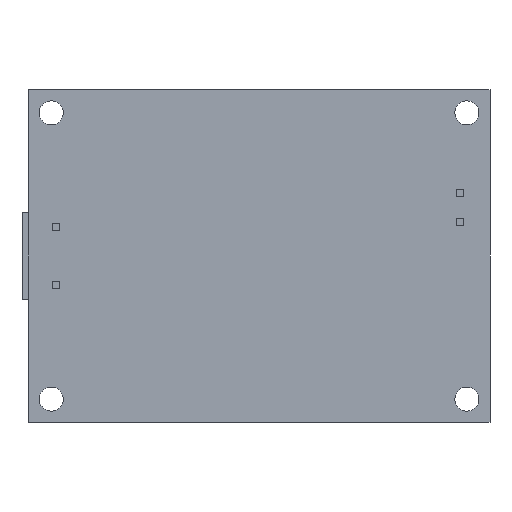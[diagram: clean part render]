
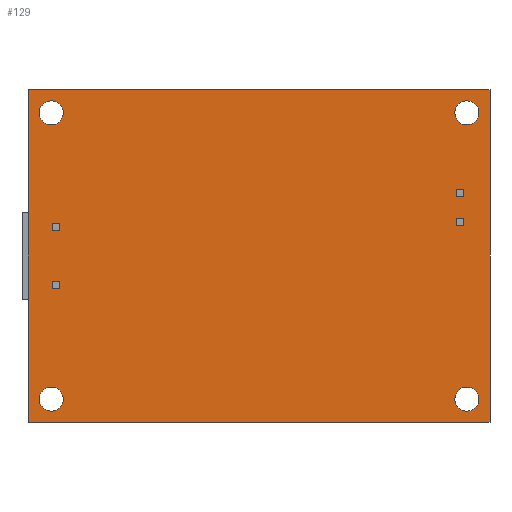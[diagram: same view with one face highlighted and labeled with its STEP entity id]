
A CAD part, front view. The second image highlights one B-rep face of the part: STEP entity #129.
In plain terms, the highlighted planar face has unit normal (0, -1, 0).
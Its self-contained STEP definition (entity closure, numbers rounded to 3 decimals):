
#129=ADVANCED_FACE('',(#293,#294,#295,#296,#297,#298,#299,#300,#301),#302,.F.);
#293=FACE_BOUND('',#528,.T.);
#294=FACE_BOUND('',#529,.T.);
#295=FACE_BOUND('',#530,.T.);
#296=FACE_BOUND('',#531,.T.);
#297=FACE_BOUND('',#532,.T.);
#298=FACE_BOUND('',#533,.T.);
#299=FACE_OUTER_BOUND('',#534,.T.);
#300=FACE_BOUND('',#535,.T.);
#301=FACE_BOUND('',#536,.T.);
#302=PLANE('',#537);
#528=EDGE_LOOP('',(#1053,#1054,#1055,#1056));
#529=EDGE_LOOP('',(#1057,#1058,#1059,#1060));
#530=EDGE_LOOP('',(#1061,#1062));
#531=EDGE_LOOP('',(#1063,#1064));
#532=EDGE_LOOP('',(#1065,#1066));
#533=EDGE_LOOP('',(#1067,#1068));
#534=EDGE_LOOP('',(#1069,#1070,#1071,#1072));
#535=EDGE_LOOP('',(#1073,#1074,#1075,#1076));
#536=EDGE_LOOP('',(#1077,#1078,#1079,#1080));
#537=AXIS2_PLACEMENT_3D('',#1081,#1082,#1083);
#1053=ORIENTED_EDGE('',*,*,#1631,.T.);
#1054=ORIENTED_EDGE('',*,*,#1632,.T.);
#1055=ORIENTED_EDGE('',*,*,#1633,.T.);
#1056=ORIENTED_EDGE('',*,*,#1634,.T.);
#1057=ORIENTED_EDGE('',*,*,#1635,.T.);
#1058=ORIENTED_EDGE('',*,*,#1636,.T.);
#1059=ORIENTED_EDGE('',*,*,#1637,.T.);
#1060=ORIENTED_EDGE('',*,*,#1638,.T.);
#1061=ORIENTED_EDGE('',*,*,#1639,.T.);
#1062=ORIENTED_EDGE('',*,*,#1499,.T.);
#1063=ORIENTED_EDGE('',*,*,#1640,.T.);
#1064=ORIENTED_EDGE('',*,*,#1495,.T.);
#1065=ORIENTED_EDGE('',*,*,#1641,.T.);
#1066=ORIENTED_EDGE('',*,*,#1491,.T.);
#1067=ORIENTED_EDGE('',*,*,#1642,.T.);
#1068=ORIENTED_EDGE('',*,*,#1487,.T.);
#1069=ORIENTED_EDGE('',*,*,#1628,.T.);
#1070=ORIENTED_EDGE('',*,*,#1643,.F.);
#1071=ORIENTED_EDGE('',*,*,#1644,.F.);
#1072=ORIENTED_EDGE('',*,*,#1645,.F.);
#1073=ORIENTED_EDGE('',*,*,#1566,.T.);
#1074=ORIENTED_EDGE('',*,*,#1562,.T.);
#1075=ORIENTED_EDGE('',*,*,#1613,.T.);
#1076=ORIENTED_EDGE('',*,*,#1609,.T.);
#1077=ORIENTED_EDGE('',*,*,#1559,.T.);
#1078=ORIENTED_EDGE('',*,*,#1555,.T.);
#1079=ORIENTED_EDGE('',*,*,#1596,.T.);
#1080=ORIENTED_EDGE('',*,*,#1592,.T.);
#1081=CARTESIAN_POINT('',(0.0,0.0,0.0));
#1082=DIRECTION('',(0.0,1.0,0.0));
#1083=DIRECTION('',(0.0,0.0,1.0));
#1487=EDGE_CURVE('',#1744,#1748,#1750,.T.);
#1491=EDGE_CURVE('',#1752,#1756,#1758,.T.);
#1495=EDGE_CURVE('',#1760,#1764,#1766,.T.);
#1499=EDGE_CURVE('',#1768,#1772,#1774,.T.);
#1555=EDGE_CURVE('',#1870,#1871,#1872,.T.);
#1559=EDGE_CURVE('',#1878,#1870,#1879,.T.);
#1562=EDGE_CURVE('',#1883,#1884,#1885,.T.);
#1566=EDGE_CURVE('',#1891,#1883,#1892,.T.);
#1592=EDGE_CURVE('',#1937,#1878,#1938,.T.);
#1596=EDGE_CURVE('',#1871,#1937,#1943,.T.);
#1609=EDGE_CURVE('',#1964,#1891,#1965,.T.);
#1613=EDGE_CURVE('',#1884,#1964,#1970,.T.);
#1628=EDGE_CURVE('',#1993,#1991,#1994,.T.);
#1631=EDGE_CURVE('',#1998,#1999,#2000,.T.);
#1632=EDGE_CURVE('',#1999,#2001,#2002,.T.);
#1633=EDGE_CURVE('',#2001,#2003,#2004,.T.);
#1634=EDGE_CURVE('',#2003,#1998,#2005,.T.);
#1635=EDGE_CURVE('',#2006,#2007,#2008,.T.);
#1636=EDGE_CURVE('',#2007,#2009,#2010,.T.);
#1637=EDGE_CURVE('',#2009,#2011,#2012,.T.);
#1638=EDGE_CURVE('',#2011,#2006,#2013,.T.);
#1639=EDGE_CURVE('',#1772,#1768,#2014,.T.);
#1640=EDGE_CURVE('',#1764,#1760,#2015,.T.);
#1641=EDGE_CURVE('',#1756,#1752,#2016,.T.);
#1642=EDGE_CURVE('',#1748,#1744,#2017,.T.);
#1643=EDGE_CURVE('',#2018,#1991,#2019,.T.);
#1644=EDGE_CURVE('',#2020,#2018,#2021,.T.);
#1645=EDGE_CURVE('',#1993,#2020,#2022,.T.);
#1744=VERTEX_POINT('',#2176);
#1748=VERTEX_POINT('',#2181);
#1750=CIRCLE('',#2184,1.65);
#1752=VERTEX_POINT('',#2186);
#1756=VERTEX_POINT('',#2191);
#1758=CIRCLE('',#2194,1.65);
#1760=VERTEX_POINT('',#2196);
#1764=VERTEX_POINT('',#2201);
#1766=CIRCLE('',#2204,1.65);
#1768=VERTEX_POINT('',#2206);
#1772=VERTEX_POINT('',#2211);
#1774=CIRCLE('',#2214,1.65);
#1870=VERTEX_POINT('',#2348);
#1871=VERTEX_POINT('',#2349);
#1872=LINE('',#2350,#2351);
#1878=VERTEX_POINT('',#2360);
#1879=LINE('',#2361,#2362);
#1883=VERTEX_POINT('',#2368);
#1884=VERTEX_POINT('',#2369);
#1885=LINE('',#2370,#2371);
#1891=VERTEX_POINT('',#2380);
#1892=LINE('',#2381,#2382);
#1937=VERTEX_POINT('',#2452);
#1938=LINE('',#2453,#2454);
#1943=LINE('',#2462,#2463);
#1964=VERTEX_POINT('',#2496);
#1965=LINE('',#2497,#2498);
#1970=LINE('',#2506,#2507);
#1991=VERTEX_POINT('',#2541);
#1993=VERTEX_POINT('',#2544);
#1994=LINE('',#2545,#2546);
#1998=VERTEX_POINT('',#2552);
#1999=VERTEX_POINT('',#2553);
#2000=LINE('',#2554,#2555);
#2001=VERTEX_POINT('',#2556);
#2002=LINE('',#2557,#2558);
#2003=VERTEX_POINT('',#2559);
#2004=LINE('',#2560,#2561);
#2005=LINE('',#2562,#2563);
#2006=VERTEX_POINT('',#2564);
#2007=VERTEX_POINT('',#2565);
#2008=LINE('',#2566,#2567);
#2009=VERTEX_POINT('',#2568);
#2010=LINE('',#2569,#2570);
#2011=VERTEX_POINT('',#2571);
#2012=LINE('',#2572,#2573);
#2013=LINE('',#2574,#2575);
#2014=CIRCLE('',#2576,1.65);
#2015=CIRCLE('',#2577,1.65);
#2016=CIRCLE('',#2578,1.65);
#2017=CIRCLE('',#2579,1.65);
#2018=VERTEX_POINT('',#2580);
#2019=LINE('',#2581,#2582);
#2020=VERTEX_POINT('',#2583);
#2021=LINE('',#2584,#2585);
#2022=LINE('',#2586,#2587);
#2176=CARTESIAN_POINT('',(-26.925,0.0,-19.675));
#2181=CARTESIAN_POINT('',(-30.225,0.0,-19.675));
#2184=AXIS2_PLACEMENT_3D('',#2832,#2833,#2834);
#2186=CARTESIAN_POINT('',(-26.925,0.0,19.675));
#2191=CARTESIAN_POINT('',(-30.225,0.0,19.675));
#2194=AXIS2_PLACEMENT_3D('',#2840,#2841,#2842);
#2196=CARTESIAN_POINT('',(30.225,0.0,-19.675));
#2201=CARTESIAN_POINT('',(26.925,0.0,-19.675));
#2204=AXIS2_PLACEMENT_3D('',#2848,#2849,#2850);
#2206=CARTESIAN_POINT('',(30.225,0.0,19.675));
#2211=CARTESIAN_POINT('',(26.925,0.0,19.675));
#2214=AXIS2_PLACEMENT_3D('',#2856,#2857,#2858);
#2348=CARTESIAN_POINT('',(-28.46,0.0,4.5));
#2349=CARTESIAN_POINT('',(-27.46,0.0,4.5));
#2350=CARTESIAN_POINT('',(-13.98,0.0,4.5));
#2351=VECTOR('',#2948,1.0);
#2360=CARTESIAN_POINT('',(-28.46,0.0,3.5));
#2361=CARTESIAN_POINT('',(-28.46,0.0,2.0));
#2362=VECTOR('',#2952,1.0);
#2368=CARTESIAN_POINT('',(-28.46,0.0,-3.46));
#2369=CARTESIAN_POINT('',(-27.46,0.0,-3.46));
#2370=CARTESIAN_POINT('',(-13.98,0.0,-3.46));
#2371=VECTOR('',#2955,1.0);
#2380=CARTESIAN_POINT('',(-28.46,0.0,-4.46));
#2381=CARTESIAN_POINT('',(-28.46,0.0,-1.98));
#2382=VECTOR('',#2959,1.0);
#2452=CARTESIAN_POINT('',(-27.46,0.0,3.5));
#2453=CARTESIAN_POINT('',(-13.98,0.0,3.5));
#2454=VECTOR('',#2985,1.0);
#2462=CARTESIAN_POINT('',(-27.46,0.0,2.0));
#2463=VECTOR('',#2989,1.0);
#2496=CARTESIAN_POINT('',(-27.46,0.0,-4.46));
#2497=CARTESIAN_POINT('',(-13.98,0.0,-4.46));
#2498=VECTOR('',#3002,1.0);
#2506=CARTESIAN_POINT('',(-27.46,0.0,-1.98));
#2507=VECTOR('',#3006,1.0);
#2541=CARTESIAN_POINT('',(-31.75,0.0,-22.85));
#2544=CARTESIAN_POINT('',(-31.75,0.0,22.85));
#2545=CARTESIAN_POINT('',(-31.75,0.0,0.0));
#2546=VECTOR('',#3021,1.0);
#2552=CARTESIAN_POINT('',(27.16,0.0,8.13));
#2553=CARTESIAN_POINT('',(27.16,0.0,9.13));
#2554=CARTESIAN_POINT('',(27.16,0.0,4.315));
#2555=VECTOR('',#3024,1.0);
#2556=CARTESIAN_POINT('',(28.16,0.0,9.13));
#2557=CARTESIAN_POINT('',(13.83,0.0,9.13));
#2558=VECTOR('',#3025,1.0);
#2559=CARTESIAN_POINT('',(28.16,0.0,8.13));
#2560=CARTESIAN_POINT('',(28.16,0.0,4.315));
#2561=VECTOR('',#3026,1.0);
#2562=CARTESIAN_POINT('',(13.83,0.0,8.13));
#2563=VECTOR('',#3027,1.0);
#2564=CARTESIAN_POINT('',(27.16,0.0,4.17));
#2565=CARTESIAN_POINT('',(27.16,0.0,5.17));
#2566=CARTESIAN_POINT('',(27.16,0.0,2.335));
#2567=VECTOR('',#3028,1.0);
#2568=CARTESIAN_POINT('',(28.16,0.0,5.17));
#2569=CARTESIAN_POINT('',(13.83,0.0,5.17));
#2570=VECTOR('',#3029,1.0);
#2571=CARTESIAN_POINT('',(28.16,0.0,4.17));
#2572=CARTESIAN_POINT('',(28.16,0.0,2.335));
#2573=VECTOR('',#3030,1.0);
#2574=CARTESIAN_POINT('',(13.83,0.0,4.17));
#2575=VECTOR('',#3031,1.0);
#2576=AXIS2_PLACEMENT_3D('',#3032,#3033,#3034);
#2577=AXIS2_PLACEMENT_3D('',#3035,#3036,#3037);
#2578=AXIS2_PLACEMENT_3D('',#3038,#3039,#3040);
#2579=AXIS2_PLACEMENT_3D('',#3041,#3042,#3043);
#2580=CARTESIAN_POINT('',(31.75,0.0,-22.85));
#2581=CARTESIAN_POINT('',(0.0,0.0,-22.85));
#2582=VECTOR('',#3044,1.0);
#2583=CARTESIAN_POINT('',(31.75,0.0,22.85));
#2584=CARTESIAN_POINT('',(31.75,0.0,0.0));
#2585=VECTOR('',#3045,1.0);
#2586=CARTESIAN_POINT('',(0.0,0.0,22.85));
#2587=VECTOR('',#3046,1.0);
#2832=CARTESIAN_POINT('',(-28.575,0.0,-19.675));
#2833=DIRECTION('',(-0.0,1.0,0.0));
#2834=DIRECTION('',(1.0,0.0,0.0));
#2840=CARTESIAN_POINT('',(-28.575,0.0,19.675));
#2841=DIRECTION('',(-0.0,1.0,0.0));
#2842=DIRECTION('',(1.0,0.0,0.0));
#2848=CARTESIAN_POINT('',(28.575,0.0,-19.675));
#2849=DIRECTION('',(-0.0,1.0,0.0));
#2850=DIRECTION('',(1.0,0.0,0.0));
#2856=CARTESIAN_POINT('',(28.575,0.0,19.675));
#2857=DIRECTION('',(-0.0,1.0,0.0));
#2858=DIRECTION('',(1.0,0.0,0.0));
#2948=DIRECTION('',(1.0,0.0,0.0));
#2952=DIRECTION('',(0.0,0.0,1.0));
#2955=DIRECTION('',(1.0,0.0,0.0));
#2959=DIRECTION('',(0.0,0.0,1.0));
#2985=DIRECTION('',(-1.0,0.0,0.0));
#2989=DIRECTION('',(0.0,0.0,-1.0));
#3002=DIRECTION('',(-1.0,0.0,0.0));
#3006=DIRECTION('',(0.0,0.0,-1.0));
#3021=DIRECTION('',(0.0,0.0,-1.0));
#3024=DIRECTION('',(0.0,0.0,1.0));
#3025=DIRECTION('',(1.0,0.0,0.0));
#3026=DIRECTION('',(0.0,0.0,-1.0));
#3027=DIRECTION('',(-1.0,0.0,0.0));
#3028=DIRECTION('',(0.0,0.0,1.0));
#3029=DIRECTION('',(1.0,0.0,0.0));
#3030=DIRECTION('',(0.0,0.0,-1.0));
#3031=DIRECTION('',(-1.0,0.0,0.0));
#3032=CARTESIAN_POINT('',(28.575,0.0,19.675));
#3033=DIRECTION('',(-0.0,1.0,0.0));
#3034=DIRECTION('',(1.0,0.0,0.0));
#3035=CARTESIAN_POINT('',(28.575,0.0,-19.675));
#3036=DIRECTION('',(-0.0,1.0,0.0));
#3037=DIRECTION('',(1.0,0.0,0.0));
#3038=CARTESIAN_POINT('',(-28.575,0.0,19.675));
#3039=DIRECTION('',(-0.0,1.0,0.0));
#3040=DIRECTION('',(1.0,0.0,0.0));
#3041=CARTESIAN_POINT('',(-28.575,0.0,-19.675));
#3042=DIRECTION('',(-0.0,1.0,0.0));
#3043=DIRECTION('',(1.0,0.0,0.0));
#3044=DIRECTION('',(-1.0,0.0,0.0));
#3045=DIRECTION('',(0.0,0.0,-1.0));
#3046=DIRECTION('',(1.0,0.0,0.0));
